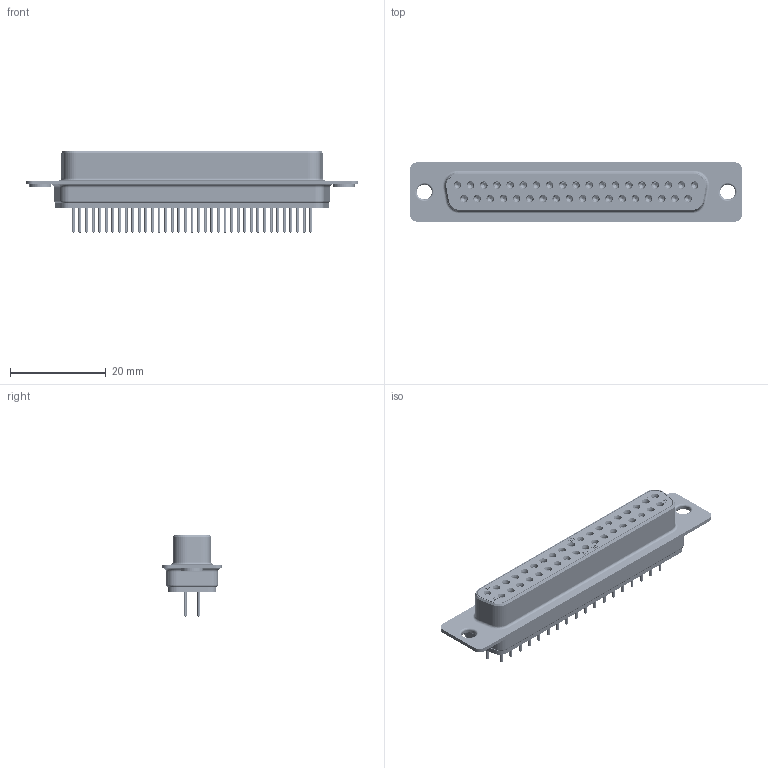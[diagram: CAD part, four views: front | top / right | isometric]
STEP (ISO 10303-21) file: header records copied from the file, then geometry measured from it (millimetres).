
FILE_DESCRIPTION(/* description */ ('Unknown'),/* implementation_level */ '2;1');
FILE_NAME(/* name */ '216611003',/* time_stamp */ '2019-03-27T16:36:57+08:00',/* author */ ('Unknown'),/* organization */ ('Unknown'),/* preprocessor_version */ 'ST-DEVELOPER v16.7',/* originating_system */ 'DEX',/* authorisation */ $);
FILE_SCHEMA (('AUTOMOTIVE_DESIGN {1 0 10303 214 3 1 1}'));
Length unit declared in the file: millimetre
Products named in the file (6): 216611003; N00639_BG; R+B00105_BG; R+B00157_BG; R+B00488_BG; N00752_BG
Assembly tree (41 placements, depth 2):
  216611003
    N00639_BG
    R+B00105_BG  x37
    R+B00157_BG
    R+B00488_BG
    N00752_BG
Bounding box: 69.5 x 12.4 x 17 mm (x, y, z)
Volume: 4337.9 mm3; surface area: 13025.9 mm2
Topology: 41 solids, 41 shells, 6609 faces, 16417 edges, 10064 vertices
Faces by surface type: plane 5576, cylinder 484, cone 300, bspline 151, torus 98
Full cylindrical faces by diameter (mm): 0.242 x2, 0.281 x2, 0.6 x37, 0.7 x37, 1.15 x37, 1.28 x37, 1.3 x37, 1.7 x37, 2 x74, 2.18 x37, 2.22 x74, 3.1 x2, 3.9 x2, 4.06 x2, 4.6 x2
Entity records: 35195 total; most frequent: CARTESIAN_POINT 12280, DIRECTION 4298, ORIENTED_EDGE 4210, EDGE_CURVE 2105, AXIS2_PLACEMENT_3D 1631, VERTEX_POINT 1491, FACE_BOUND 1450, EDGE_LOOP 1449
